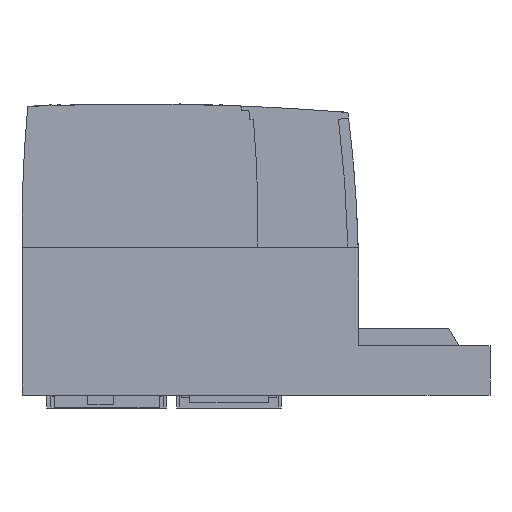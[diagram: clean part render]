
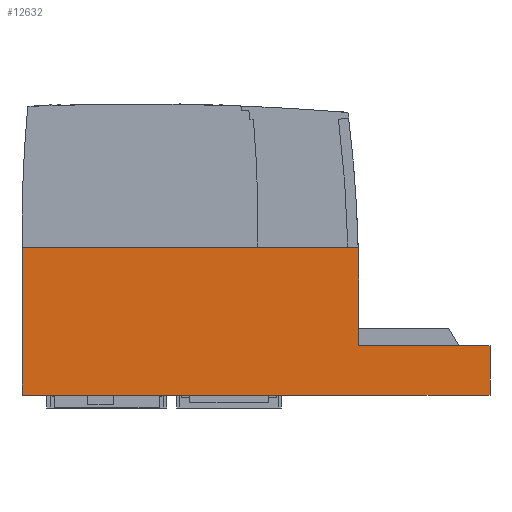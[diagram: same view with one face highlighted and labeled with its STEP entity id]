
A CAD part, left-side view. The second image highlights one B-rep face of the part: STEP entity #12632.
In plain terms, the highlighted planar face has unit normal (-1, 0, 0).
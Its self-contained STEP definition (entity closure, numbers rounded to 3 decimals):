
#10076=FACE_OUTER_BOUND('',#17183,.T.);
#12323=CIRCLE('',#50633,391.5);
#12632=ADVANCED_FACE('',(#10076),#14928,.T.);
#14928=PLANE('',#50639);
#17183=EDGE_LOOP('',(#20432,#20433,#20434,#20435,#20436,#20437,#20438));
#20432=ORIENTED_EDGE('',*,*,#35630,.T.);
#20433=ORIENTED_EDGE('',*,*,#35609,.T.);
#20434=ORIENTED_EDGE('',*,*,#35618,.T.);
#20435=ORIENTED_EDGE('',*,*,#34930,.T.);
#20436=ORIENTED_EDGE('',*,*,#35635,.T.);
#20437=ORIENTED_EDGE('',*,*,#35636,.T.);
#20438=ORIENTED_EDGE('',*,*,#35637,.T.);
#31121=VERTEX_POINT('',#62424);
#31122=VERTEX_POINT('',#62425);
#31788=VERTEX_POINT('',#63869);
#31789=VERTEX_POINT('',#63871);
#31804=VERTEX_POINT('',#63930);
#31806=VERTEX_POINT('',#63939);
#31807=VERTEX_POINT('',#63941);
#34930=EDGE_CURVE('',#31121,#31122,#40634,.T.);
#35609=EDGE_CURVE('',#31789,#31788,#41244,.T.);
#35618=EDGE_CURVE('',#31788,#31121,#41253,.T.);
#35630=EDGE_CURVE('',#31804,#31789,#12323,.T.);
#35635=EDGE_CURVE('',#31122,#31806,#41260,.T.);
#35636=EDGE_CURVE('',#31806,#31807,#41261,.T.);
#35637=EDGE_CURVE('',#31807,#31804,#41262,.T.);
#40634=LINE('',#62423,#44758);
#41244=LINE('',#63870,#45368);
#41253=LINE('',#63888,#45377);
#41260=LINE('',#63938,#45384);
#41261=LINE('',#63940,#45385);
#41262=LINE('',#63942,#45386);
#44758=VECTOR('',#53069,1.);
#45368=VECTOR('',#53801,1.);
#45377=VECTOR('',#53812,1.);
#45384=VECTOR('',#53843,1.);
#45385=VECTOR('',#53844,1.);
#45386=VECTOR('',#53845,1.);
#50633=AXIS2_PLACEMENT_3D('',#63929,#53830,#53831);
#50639=AXIS2_PLACEMENT_3D('',#63943,#53846,#53847);
#53069=DIRECTION('',(0.,-1.,0.));
#53801=DIRECTION('',(0.,1.,0.));
#53812=DIRECTION('',(0.,0.,-1.));
#53830=DIRECTION('',(-1.,0.,0.));
#53831=DIRECTION('',(0.,0.,-1.));
#53843=DIRECTION('',(0.,0.,1.));
#53844=DIRECTION('',(0.,1.,0.));
#53845=DIRECTION('',(0.,0.,1.));
#53846=DIRECTION('',(-1.,0.,0.));
#53847=DIRECTION('',(0.,0.,1.));
#62423=CARTESIAN_POINT('',(0.,137.4,0.));
#62424=CARTESIAN_POINT('',(0.,137.4,0.));
#62425=CARTESIAN_POINT('',(0.,0.,0.));
#63869=CARTESIAN_POINT('',(0.,137.4,43.45));
#63870=CARTESIAN_POINT('',(0.,430.1,43.45));
#63871=CARTESIAN_POINT('',(0.,38.72,43.45));
#63888=CARTESIAN_POINT('',(0.,137.4,48.435));
#63929=CARTESIAN_POINT('',(0.,430.1,33.764));
#63930=CARTESIAN_POINT('',(0.,38.6,33.764));
#63938=CARTESIAN_POINT('',(0.,0.,0.));
#63939=CARTESIAN_POINT('',(0.,0.,14.45));
#63940=CARTESIAN_POINT('',(0.,0.,14.45));
#63941=CARTESIAN_POINT('',(0.,38.6,14.45));
#63942=CARTESIAN_POINT('',(0.,38.6,14.45));
#63943=CARTESIAN_POINT('',(0.,430.1,33.764));
